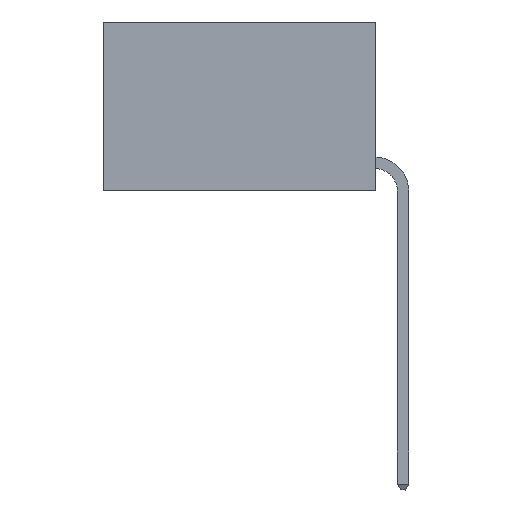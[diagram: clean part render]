
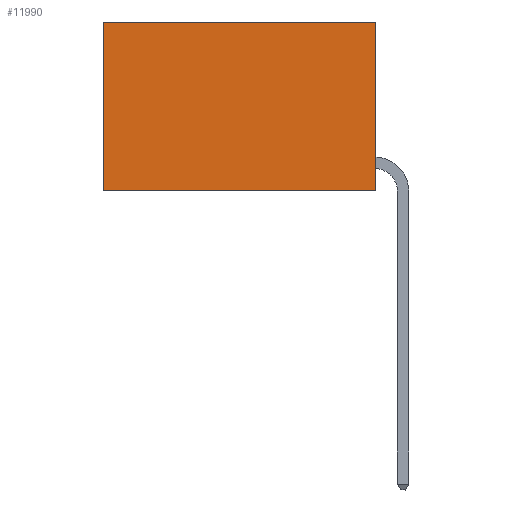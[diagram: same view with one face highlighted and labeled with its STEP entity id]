
A CAD part, left-side view. The second image highlights one B-rep face of the part: STEP entity #11990.
In plain terms, the highlighted planar face has unit normal (-1, 0, 0).
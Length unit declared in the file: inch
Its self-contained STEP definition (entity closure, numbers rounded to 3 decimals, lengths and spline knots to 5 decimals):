
#1651 = VECTOR ( 'NONE', #3320, 39.37008 ) ;
#2061 = ORIENTED_EDGE ( 'NONE', *, *, #6385, .F. ) ;
#2377 = VECTOR ( 'NONE', #8464, 39.37008 ) ;
#3168 = AXIS2_PLACEMENT_3D ( 'NONE', #19837, #9108, #21577 ) ;
#3320 = DIRECTION ( 'NONE',  ( 0., 0., -1. ) ) ;
#4982 = DIRECTION ( 'NONE',  ( 0., 1., 0. ) ) ;
#5047 = VERTEX_POINT ( 'NONE', #9820 ) ;
#6385 = EDGE_CURVE ( 'NONE', #18899, #12687, #13781, .T. ) ;
#7236 = PLANE ( 'NONE',  #3168 ) ;
#7875 = LINE ( 'NONE', #22661, #2377 ) ;
#7886 = EDGE_CURVE ( 'NONE', #5047, #13571, #16242, .T. ) ;
#8048 = EDGE_LOOP ( 'NONE', ( #15305, #22583, #2061, #12546 ) ) ;
#8464 = DIRECTION ( 'NONE',  ( 0., 1., 0. ) ) ;
#9108 = DIRECTION ( 'NONE',  ( 1., 0., 0. ) ) ;
#9820 = CARTESIAN_POINT ( 'NONE',  ( 0.2625, 0.6, 0. ) ) ;
#9965 = EDGE_CURVE ( 'NONE', #18899, #5047, #7875, .T. ) ;
#10097 = VECTOR ( 'NONE', #11577, 39.37008 ) ;
#11577 = DIRECTION ( 'NONE',  ( 0., 0., -1. ) ) ;
#11990 = ADVANCED_FACE ( 'NONE', ( #18213 ), #7236, .F. ) ;
#12546 = ORIENTED_EDGE ( 'NONE', *, *, #9965, .T. ) ;
#12687 = VERTEX_POINT ( 'NONE', #14641 ) ;
#13571 = VERTEX_POINT ( 'NONE', #21548 ) ;
#13781 = LINE ( 'NONE', #22207, #10097 ) ;
#14641 = CARTESIAN_POINT ( 'NONE',  ( 0.2625, 0., -0.37 ) ) ;
#15305 = ORIENTED_EDGE ( 'NONE', *, *, #7886, .T. ) ;
#15317 = CARTESIAN_POINT ( 'NONE',  ( 0.2625, 0., 0. ) ) ;
#16113 = CARTESIAN_POINT ( 'NONE',  ( 0.2625, 0.6, 0. ) ) ;
#16242 = LINE ( 'NONE', #16113, #1651 ) ;
#17665 = CARTESIAN_POINT ( 'NONE',  ( 0.2625, 0., -0.37 ) ) ;
#18213 = FACE_OUTER_BOUND ( 'NONE', #8048, .T. ) ;
#18899 = VERTEX_POINT ( 'NONE', #15317 ) ;
#19628 = LINE ( 'NONE', #17665, #22624 ) ;
#19837 = CARTESIAN_POINT ( 'NONE',  ( 0.2625, 0., 0. ) ) ;
#21548 = CARTESIAN_POINT ( 'NONE',  ( 0.2625, 0.6, -0.37 ) ) ;
#21577 = DIRECTION ( 'NONE',  ( 0., 0., -1. ) ) ;
#22207 = CARTESIAN_POINT ( 'NONE',  ( 0.2625, 0., 0. ) ) ;
#22583 = ORIENTED_EDGE ( 'NONE', *, *, #23067, .F. ) ;
#22624 = VECTOR ( 'NONE', #4982, 39.37008 ) ;
#22661 = CARTESIAN_POINT ( 'NONE',  ( 0.2625, 0., 0. ) ) ;
#23067 = EDGE_CURVE ( 'NONE', #12687, #13571, #19628, .T. ) ;
